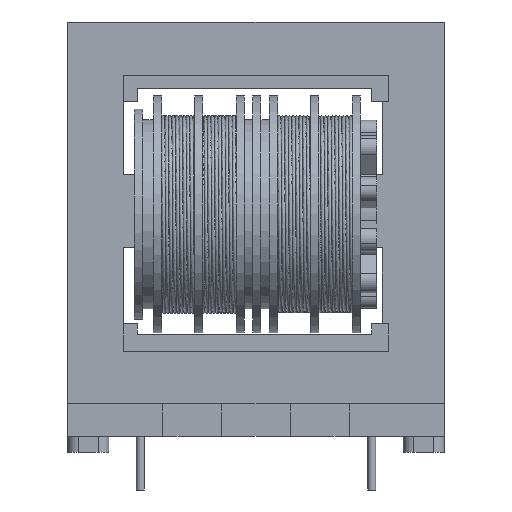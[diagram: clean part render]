
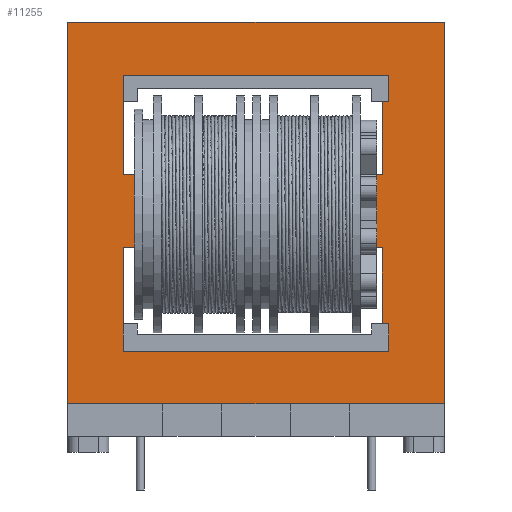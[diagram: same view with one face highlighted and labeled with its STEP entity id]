
A CAD part, front view. The second image highlights one B-rep face of the part: STEP entity #11255.
In plain terms, the highlighted planar face has unit normal (0, -1, 0).
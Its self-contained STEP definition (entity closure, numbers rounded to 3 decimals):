
#856=LINE('',#16521,#1815);
#862=LINE('',#16535,#1821);
#878=LINE('',#16568,#1837);
#952=LINE('',#16751,#1911);
#956=LINE('',#16759,#1915);
#1005=LINE('',#16881,#1964);
#1022=LINE('',#16913,#1981);
#1023=LINE('',#16914,#1982);
#1029=LINE('',#16924,#1988);
#1030=LINE('',#16925,#1989);
#1031=LINE('',#16927,#1990);
#1032=LINE('',#16929,#1991);
#1033=LINE('',#16930,#1992);
#1034=LINE('',#16931,#1993);
#1035=LINE('',#16933,#1994);
#1036=LINE('',#16935,#1995);
#1037=LINE('',#16937,#1996);
#1038=LINE('',#16939,#1997);
#1815=VECTOR('',#13020,1000.);
#1821=VECTOR('',#13028,1000.);
#1837=VECTOR('',#13052,1000.);
#1911=VECTOR('',#13212,1000.);
#1915=VECTOR('',#13218,1000.);
#1964=VECTOR('',#13325,1000.);
#1981=VECTOR('',#13356,1000.);
#1982=VECTOR('',#13357,1000.);
#1988=VECTOR('',#13367,1000.);
#1989=VECTOR('',#13368,1000.);
#1990=VECTOR('',#13369,1000.);
#1991=VECTOR('',#13370,1000.);
#1992=VECTOR('',#13371,1000.);
#1993=VECTOR('',#13372,1000.);
#1994=VECTOR('',#13373,1000.);
#1995=VECTOR('',#13374,1000.);
#1996=VECTOR('',#13375,1000.);
#1997=VECTOR('',#13376,1000.);
#3595=ORIENTED_EDGE('',*,*,#5295,.T.);
#3596=ORIENTED_EDGE('',*,*,#5104,.F.);
#3597=ORIENTED_EDGE('',*,*,#5288,.F.);
#3598=ORIENTED_EDGE('',*,*,#5120,.T.);
#3599=ORIENTED_EDGE('',*,*,#5296,.F.);
#3600=ORIENTED_EDGE('',*,*,#5297,.F.);
#3601=ORIENTED_EDGE('',*,*,#5298,.T.);
#3602=ORIENTED_EDGE('',*,*,#5271,.T.);
#3603=ORIENTED_EDGE('',*,*,#5214,.T.);
#3604=ORIENTED_EDGE('',*,*,#5210,.T.);
#3605=ORIENTED_EDGE('',*,*,#5299,.T.);
#3606=ORIENTED_EDGE('',*,*,#5289,.F.);
#3607=ORIENTED_EDGE('',*,*,#5098,.T.);
#3608=ORIENTED_EDGE('',*,*,#5300,.T.);
#3609=ORIENTED_EDGE('',*,*,#5301,.T.);
#3610=ORIENTED_EDGE('',*,*,#5302,.F.);
#3611=ORIENTED_EDGE('',*,*,#5303,.F.);
#3612=ORIENTED_EDGE('',*,*,#5304,.F.);
#5098=EDGE_CURVE('',#6009,#6010,#856,.T.);
#5104=EDGE_CURVE('',#6015,#6016,#862,.T.);
#5120=EDGE_CURVE('',#6029,#6030,#878,.T.);
#5210=EDGE_CURVE('',#6095,#6094,#952,.T.);
#5214=EDGE_CURVE('',#6098,#6095,#956,.T.);
#5271=EDGE_CURVE('',#6142,#6098,#1005,.T.);
#5288=EDGE_CURVE('',#6029,#6015,#1022,.T.);
#5289=EDGE_CURVE('',#6009,#6150,#1023,.T.);
#5295=EDGE_CURVE('',#6033,#6016,#1029,.T.);
#5296=EDGE_CURVE('',#6152,#6030,#1030,.T.);
#5297=EDGE_CURVE('',#6153,#6152,#1031,.T.);
#5298=EDGE_CURVE('',#6153,#6033,#1032,.T.);
#5299=EDGE_CURVE('',#6094,#6142,#1033,.T.);
#5300=EDGE_CURVE('',#6010,#6154,#1034,.T.);
#5301=EDGE_CURVE('',#6154,#6155,#1035,.T.);
#5302=EDGE_CURVE('',#6156,#6155,#1036,.T.);
#5303=EDGE_CURVE('',#6157,#6156,#1037,.T.);
#5304=EDGE_CURVE('',#6150,#6157,#1038,.T.);
#6009=VERTEX_POINT('',#16522);
#6010=VERTEX_POINT('',#16523);
#6015=VERTEX_POINT('',#16534);
#6016=VERTEX_POINT('',#16536);
#6029=VERTEX_POINT('',#16569);
#6030=VERTEX_POINT('',#16570);
#6033=VERTEX_POINT('',#16582);
#6094=VERTEX_POINT('',#16750);
#6095=VERTEX_POINT('',#16752);
#6098=VERTEX_POINT('',#16760);
#6142=VERTEX_POINT('',#16882);
#6150=VERTEX_POINT('',#16915);
#6152=VERTEX_POINT('',#16926);
#6153=VERTEX_POINT('',#16928);
#6154=VERTEX_POINT('',#16932);
#6155=VERTEX_POINT('',#16934);
#6156=VERTEX_POINT('',#16936);
#6157=VERTEX_POINT('',#16938);
#6728=EDGE_LOOP('',(#3595,#3596,#3597,#3598,#3599,#3600,#3601));
#6729=EDGE_LOOP('',(#3602,#3603,#3604,#3605));
#6730=EDGE_LOOP('',(#3606,#3607,#3608,#3609,#3610,#3611,#3612));
#7265=FACE_BOUND('',#6728,.T.);
#7266=FACE_BOUND('',#6729,.T.);
#7267=FACE_BOUND('',#6730,.T.);
#7748=PLANE('',#11704);
#11255=ADVANCED_FACE('',(#7265,#7266,#7267),#7748,.T.);
#11704=AXIS2_PLACEMENT_3D('',#16923,#13365,#13366);
#13020=DIRECTION('',(-1.,0.,0.));
#13028=DIRECTION('',(-1.,0.,0.));
#13052=DIRECTION('',(1.,0.,0.));
#13212=DIRECTION('',(0.,0.,1.));
#13218=DIRECTION('',(1.,0.,0.));
#13325=DIRECTION('',(0.,0.,-1.));
#13356=DIRECTION('',(0.,0.,1.));
#13357=DIRECTION('',(0.,0.,1.));
#13365=DIRECTION('',(0.,-1.,0.));
#13366=DIRECTION('',(0.,0.,-1.));
#13367=DIRECTION('',(0.,0.,1.));
#13368=DIRECTION('',(0.,0.,1.));
#13369=DIRECTION('',(1.,0.,0.));
#13370=DIRECTION('',(0.,0.,1.));
#13371=DIRECTION('',(-1.,0.,0.));
#13372=DIRECTION('',(0.,0.,1.));
#13373=DIRECTION('',(0.,0.,1.));
#13374=DIRECTION('',(-1.,0.,0.));
#13375=DIRECTION('',(0.,0.,1.));
#13376=DIRECTION('',(1.,0.,0.));
#16521=CARTESIAN_POINT('',(13.955,-3.095,24.331));
#16522=CARTESIAN_POINT('',(11.738,-3.095,24.331));
#16523=CARTESIAN_POINT('',(-12.327,-3.095,24.331));
#16534=CARTESIAN_POINT('',(11.738,-3.095,17.523));
#16535=CARTESIAN_POINT('',(13.955,-3.095,17.523));
#16536=CARTESIAN_POINT('',(-12.327,-3.095,17.523));
#16568=CARTESIAN_POINT('',(12.327,-3.095,10.465));
#16569=CARTESIAN_POINT('',(11.738,-3.095,10.465));
#16570=CARTESIAN_POINT('',(12.327,-3.095,10.465));
#16582=CARTESIAN_POINT('',(-12.327,-3.095,10.465));
#16750=CARTESIAN_POINT('',(17.5,-3.095,38.5));
#16751=CARTESIAN_POINT('',(17.5,-3.095,6.));
#16752=CARTESIAN_POINT('',(17.5,-3.095,3.));
#16759=CARTESIAN_POINT('',(-7.664,-3.095,3.));
#16760=CARTESIAN_POINT('',(-17.5,-3.095,3.));
#16881=CARTESIAN_POINT('',(-17.5,-3.095,6.));
#16882=CARTESIAN_POINT('',(-17.5,-3.095,38.5));
#16913=CARTESIAN_POINT('',(11.738,-3.095,4.832));
#16914=CARTESIAN_POINT('',(11.738,-3.095,4.832));
#16915=CARTESIAN_POINT('',(11.738,-3.095,31.12));
#16923=CARTESIAN_POINT('',(0.,-3.095,0.));
#16924=CARTESIAN_POINT('',(-12.327,-3.095,4.832));
#16925=CARTESIAN_POINT('',(12.327,-3.095,4.832));
#16926=CARTESIAN_POINT('',(12.327,-3.095,7.869));
#16927=CARTESIAN_POINT('',(0.,-3.095,7.869));
#16928=CARTESIAN_POINT('',(-12.327,-3.095,7.869));
#16929=CARTESIAN_POINT('',(-12.327,-3.095,4.832));
#16930=CARTESIAN_POINT('',(15.507,-3.095,38.5));
#16931=CARTESIAN_POINT('',(-12.327,-3.095,4.832));
#16932=CARTESIAN_POINT('',(-12.327,-3.095,31.12));
#16933=CARTESIAN_POINT('',(-12.327,-3.095,4.832));
#16934=CARTESIAN_POINT('',(-12.327,-3.095,33.567));
#16935=CARTESIAN_POINT('',(0.,-3.095,33.567));
#16936=CARTESIAN_POINT('',(12.327,-3.095,33.567));
#16937=CARTESIAN_POINT('',(12.327,-3.095,1.011));
#16938=CARTESIAN_POINT('',(12.327,-3.095,31.12));
#16939=CARTESIAN_POINT('',(12.327,-3.095,31.12));
